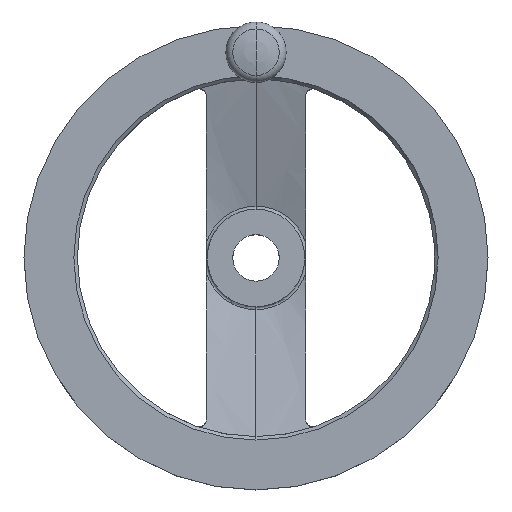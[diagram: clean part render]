
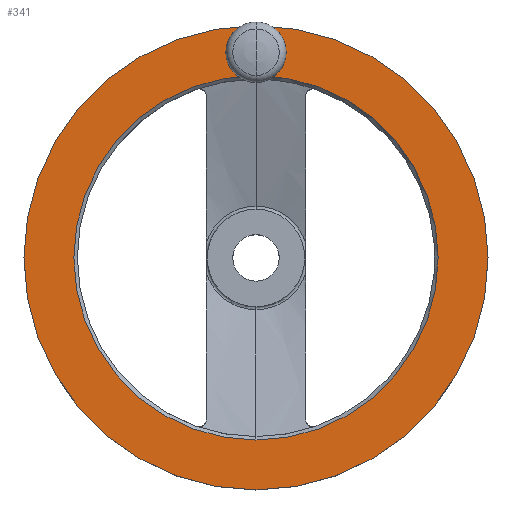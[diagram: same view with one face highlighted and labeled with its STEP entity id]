
A CAD part, top view. The second image highlights one B-rep face of the part: STEP entity #341.
In plain terms, the highlighted planar face has unit normal (0, 0, 1).
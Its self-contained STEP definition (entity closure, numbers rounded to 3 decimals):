
#277=EDGE_CURVE('',#573,#293,#782,.T.);
#293=VERTEX_POINT('',#801);
#301=VERTEX_POINT('',#811);
#341=ADVANCED_FACE('',(#856,#857,#858),#859,.T.);
#345=EDGE_CURVE('',#621,#531,#863,.T.);
#407=EDGE_CURVE('',#301,#585,#937,.T.);
#531=VERTEX_POINT('',#1068);
#573=VERTEX_POINT('',#1113);
#579=EDGE_CURVE('',#585,#301,#1119,.T.);
#583=EDGE_CURVE('',#293,#573,#1123,.T.);
#585=VERTEX_POINT('',#1125);
#599=EDGE_CURVE('',#531,#621,#1141,.T.);
#621=VERTEX_POINT('',#1165);
#782=CIRCLE('',#1347,100.);
#801=CARTESIAN_POINT('',(0.,100.,45.0));
#811=CARTESIAN_POINT('',(0.,82.,45.));
#856=FACE_BOUND('',#1506,.T.);
#857=FACE_BOUND('',#1507,.T.);
#858=FACE_OUTER_BOUND('',#1508,.T.);
#859=PLANE('',#1509);
#863=CIRCLE('',#1516,78.5);
#937=CIRCLE('',#1627,6.5);
#1068=CARTESIAN_POINT('',(0.,-78.5,45.0));
#1113=CARTESIAN_POINT('',(0.,-100.,45.0));
#1119=CIRCLE('',#1982,6.5);
#1123=CIRCLE('',#2010,100.);
#1125=CARTESIAN_POINT('',(0.,95.,45.0));
#1141=CIRCLE('',#2030,78.5);
#1165=CARTESIAN_POINT('',(0.,78.5,45.0));
#1347=AXIS2_PLACEMENT_3D('',#2327,#2328,#2329);
#1506=EDGE_LOOP('',(#2456,#2457));
#1507=EDGE_LOOP('',(#2458,#2459));
#1508=EDGE_LOOP('',(#2460,#2461));
#1509=AXIS2_PLACEMENT_3D('',#2462,#2463,#2464);
#1516=AXIS2_PLACEMENT_3D('',#2466,#2467,#2468);
#1627=AXIS2_PLACEMENT_3D('',#2602,#2603,#2604);
#1982=AXIS2_PLACEMENT_3D('',#2759,#2760,#2761);
#2010=AXIS2_PLACEMENT_3D('',#2762,#2763,#2764);
#2030=AXIS2_PLACEMENT_3D('',#2784,#2785,#2786);
#2327=CARTESIAN_POINT('',(0.,0.,45.0));
#2328=DIRECTION('',(0.,0.,1.0));
#2329=DIRECTION('',(0.,1.0,0.));
#2456=ORIENTED_EDGE('',*,*,#407,.T.);
#2457=ORIENTED_EDGE('',*,*,#579,.T.);
#2458=ORIENTED_EDGE('',*,*,#345,.F.);
#2459=ORIENTED_EDGE('',*,*,#599,.F.);
#2460=ORIENTED_EDGE('',*,*,#583,.T.);
#2461=ORIENTED_EDGE('',*,*,#277,.T.);
#2462=CARTESIAN_POINT('',(0.,89.25,45.0));
#2463=DIRECTION('',(0.,0.,1.0));
#2464=DIRECTION('',(0.,1.0,0.0));
#2466=CARTESIAN_POINT('',(0.,0.,45.0));
#2467=DIRECTION('',(0.,0.,1.0));
#2468=DIRECTION('',(0.,1.0,0.));
#2602=CARTESIAN_POINT('',(0.,88.5,45.0));
#2603=DIRECTION('',(0.,0.,-1.0));
#2604=DIRECTION('',(0.,-1.0,0.));
#2759=CARTESIAN_POINT('',(0.,88.5,45.0));
#2760=DIRECTION('',(0.,0.,-1.0));
#2761=DIRECTION('',(0.,-1.0,0.));
#2762=CARTESIAN_POINT('',(0.,0.,45.0));
#2763=DIRECTION('',(0.,0.,1.0));
#2764=DIRECTION('',(0.,1.0,0.));
#2784=CARTESIAN_POINT('',(0.,0.,45.0));
#2785=DIRECTION('',(0.,0.,1.0));
#2786=DIRECTION('',(0.,1.0,0.));
